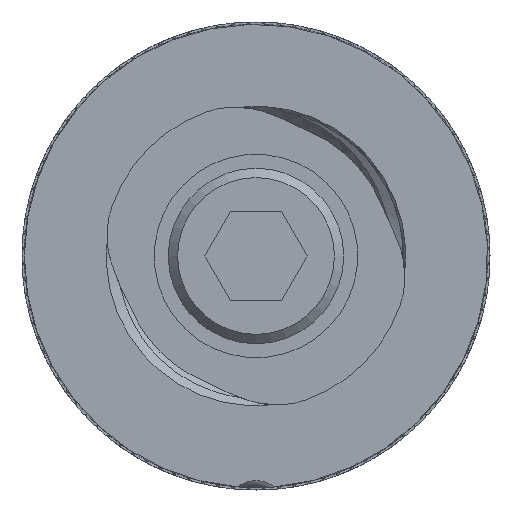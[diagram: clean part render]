
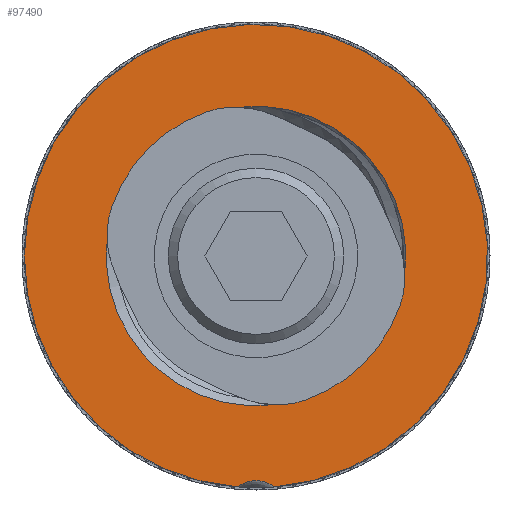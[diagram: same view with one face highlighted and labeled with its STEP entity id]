
A CAD part, front view. The second image highlights one B-rep face of the part: STEP entity #97490.
In plain terms, the highlighted face is planar.
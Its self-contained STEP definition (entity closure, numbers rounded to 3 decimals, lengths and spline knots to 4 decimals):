
#4790=FACE_BOUND('',#31132,.T.);
#5544=PLANE('',#100579);
#24710=FACE_OUTER_BOUND('',#31131,.T.);
#31131=EDGE_LOOP('',(#82499,#82500,#82501));
#31132=EDGE_LOOP('',(#82502,#82503,#82504,#82505,#82506,#82507,#82508,#82509));
#31709=CIRCLE('',#100478,0.32);
#31710=CIRCLE('',#100480,0.32);
#31713=CIRCLE('',#100487,0.1875);
#31716=CIRCLE('',#100493,0.1875);
#31727=CIRCLE('',#100543,0.1875);
#31735=CIRCLE('',#100562,0.1875);
#31740=CIRCLE('',#100569,0.33);
#31741=CIRCLE('',#100572,0.33);
#31744=CIRCLE('',#100580,0.0625);
#31745=CIRCLE('',#100581,0.495);
#31746=CIRCLE('',#100582,0.495);
#40452=VERTEX_POINT('',#241924);
#40454=VERTEX_POINT('',#241932);
#40458=VERTEX_POINT('',#241989);
#40460=VERTEX_POINT('',#241997);
#40472=VERTEX_POINT('',#242085);
#40500=VERTEX_POINT('',#242214);
#40618=VERTEX_POINT('',#243493);
#40625=VERTEX_POINT('',#243967);
#40626=VERTEX_POINT('',#243987);
#40627=VERTEX_POINT('',#243988);
#40628=VERTEX_POINT('',#243990);
#54608=EDGE_CURVE('',#40454,#40452,#31709,.T.);
#54614=EDGE_CURVE('',#40460,#40458,#31710,.T.);
#54630=EDGE_CURVE('',#40460,#40472,#31713,.T.);
#54662=EDGE_CURVE('',#40500,#40454,#31716,.T.);
#54849=EDGE_CURVE('',#40618,#40452,#31727,.T.);
#54869=EDGE_CURVE('',#40625,#40458,#31735,.T.);
#54874=EDGE_CURVE('',#40618,#40472,#31740,.T.);
#54875=EDGE_CURVE('',#40625,#40500,#31741,.T.);
#54878=EDGE_CURVE('',#40626,#40627,#31744,.T.);
#54879=EDGE_CURVE('',#40628,#40627,#31745,.T.);
#54880=EDGE_CURVE('',#40626,#40628,#31746,.T.);
#82499=ORIENTED_EDGE('',*,*,#54878,.T.);
#82500=ORIENTED_EDGE('',*,*,#54879,.F.);
#82501=ORIENTED_EDGE('',*,*,#54880,.F.);
#82502=ORIENTED_EDGE('',*,*,#54614,.T.);
#82503=ORIENTED_EDGE('',*,*,#54869,.F.);
#82504=ORIENTED_EDGE('',*,*,#54875,.T.);
#82505=ORIENTED_EDGE('',*,*,#54662,.T.);
#82506=ORIENTED_EDGE('',*,*,#54608,.T.);
#82507=ORIENTED_EDGE('',*,*,#54849,.F.);
#82508=ORIENTED_EDGE('',*,*,#54874,.T.);
#82509=ORIENTED_EDGE('',*,*,#54630,.F.);
#97490=ADVANCED_FACE('',(#24710,#4790),#5544,.F.);
#100478=AXIS2_PLACEMENT_3D('',#241933,#106807,#106808);
#100480=AXIS2_PLACEMENT_3D('',#241998,#106811,#106812);
#100487=AXIS2_PLACEMENT_3D('',#242086,#106829,#106830);
#100493=AXIS2_PLACEMENT_3D('',#242215,#106855,#106856);
#100543=AXIS2_PLACEMENT_3D('',#243495,#107013,#107014);
#100562=AXIS2_PLACEMENT_3D('',#243969,#107055,#107056);
#100569=AXIS2_PLACEMENT_3D('',#243976,#107069,#107070);
#100572=AXIS2_PLACEMENT_3D('',#243979,#107075,#107076);
#100579=AXIS2_PLACEMENT_3D('',#243986,#107089,#107090);
#100580=AXIS2_PLACEMENT_3D('',#243989,#107091,#107092);
#100581=AXIS2_PLACEMENT_3D('',#243991,#107093,#107094);
#100582=AXIS2_PLACEMENT_3D('',#243992,#107095,#107096);
#106807=DIRECTION('center_axis',(0.,0.,-1.));
#106808=DIRECTION('ref_axis',(0.707,0.707,0.));
#106811=DIRECTION('center_axis',(0.,0.,-1.));
#106812=DIRECTION('ref_axis',(0.707,0.707,0.));
#106829=DIRECTION('center_axis',(0.,0.,1.));
#106830=DIRECTION('ref_axis',(0.016,-1.,0.));
#106855=DIRECTION('center_axis',(0.,0.,-1.));
#106856=DIRECTION('ref_axis',(0.303,0.953,0.));
#107013=DIRECTION('center_axis',(0.,0.,1.));
#107014=DIRECTION('ref_axis',(1.,-0.016,0.));
#107055=DIRECTION('center_axis',(0.,0.,1.));
#107056=DIRECTION('ref_axis',(-1.,0.016,0.));
#107069=DIRECTION('center_axis',(0.,0.,-1.));
#107070=DIRECTION('ref_axis',(0.134,-0.991,0.));
#107075=DIRECTION('center_axis',(0.,0.,-1.));
#107076=DIRECTION('ref_axis',(-0.134,0.991,0.));
#107089=DIRECTION('center_axis',(0.,0.,-1.));
#107090=DIRECTION('ref_axis',(-1.,0.,0.));
#107091=DIRECTION('center_axis',(0.,0.,-1.));
#107092=DIRECTION('ref_axis',(-1.,0.,0.));
#107093=DIRECTION('center_axis',(0.,0.,-1.));
#107094=DIRECTION('ref_axis',(-1.,0.,0.));
#107095=DIRECTION('center_axis',(0.,0.,-1.));
#107096=DIRECTION('ref_axis',(-1.,0.,0.));
#241924=CARTESIAN_POINT('',(0.3181,-0.0345,0.65));
#241932=CARTESIAN_POINT('',(-0.0345,0.3181,0.65));
#241933=CARTESIAN_POINT('Origin',(0.,0.,0.65));
#241989=CARTESIAN_POINT('',(-0.3181,0.0345,0.65));
#241997=CARTESIAN_POINT('',(0.0345,-0.3181,0.65));
#241998=CARTESIAN_POINT('Origin',(0.,0.,0.65));
#242085=CARTESIAN_POINT('',(0.1061,-0.3077,0.65));
#242086=CARTESIAN_POINT('Origin',(0.0438,-0.1309,
0.65));
#242214=CARTESIAN_POINT('',(-0.1061,0.3077,0.65));
#242215=CARTESIAN_POINT('Origin',(-0.0438,0.1309,
0.65));
#243493=CARTESIAN_POINT('',(0.3077,-0.1061,0.65));
#243495=CARTESIAN_POINT('Origin',(0.1309,-0.0438,
0.65));
#243967=CARTESIAN_POINT('',(-0.3077,0.1061,0.65));
#243969=CARTESIAN_POINT('Origin',(-0.1309,0.0438,
0.65));
#243976=CARTESIAN_POINT('Origin',(-0.0035,0.0035,
0.65));
#243979=CARTESIAN_POINT('Origin',(0.0035,-0.0035,
0.65));
#243986=CARTESIAN_POINT('Origin',(0.,0.,0.65));
#243987=CARTESIAN_POINT('',(0.0388,0.4935,0.65));
#243988=CARTESIAN_POINT('',(-0.0388,0.4935,0.65));
#243989=CARTESIAN_POINT('Origin',(0.,0.5425,0.65));
#243990=CARTESIAN_POINT('',(0.495,0.,0.65));
#243991=CARTESIAN_POINT('Origin',(0.,0.,0.65));
#243992=CARTESIAN_POINT('Origin',(0.,0.,0.65));
